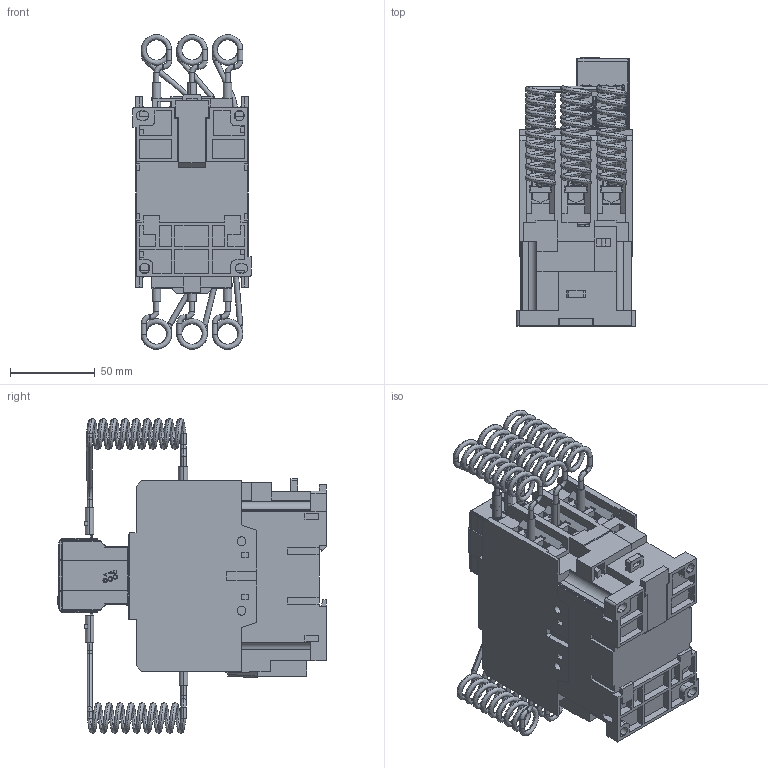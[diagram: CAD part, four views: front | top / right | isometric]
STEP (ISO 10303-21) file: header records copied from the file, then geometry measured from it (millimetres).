
FILE_DESCRIPTION(('Open CASCADE Model'),'2;1');
FILE_NAME('Open CASCADE Shape Model','2020-08-28T10:17:13',('Author'),( 'Open CASCADE'),'Open CASCADE STEP processor 7.3','Open CASCADE 7.3' ,'Unknown');
FILE_SCHEMA(('AUTOMOTIVE_DESIGN { 1 0 10303 214 1 1 1 1 }'));
Length unit declared in the file: millimetre
Products named in the file (59): Open CASCADE STEP translator 7.3 1; Open CASCADE STEP translator 7.3 1.1; Open CASCADE STEP translator 7.3 1.1.1; Open CASCADE STEP translator 7.3 1.1.2; Open CASCADE STEP translator 7.3 1.1.3; Open CASCADE STEP translator 7.3 1.1.4; Open CASCADE STEP translator 7.3 1.1.5; Open CASCADE STEP translator 7.3 1.1.6; Open CASCADE STEP translator 7.3 1.1.7; Open CASCADE STEP translator 7.3 1.1.8; Open CASCADE STEP translator 7.3 1.1.9; Open CASCADE STEP translator 7.3 1.1.10; Open CASCADE STEP translator 7.3 1.1.11; Open CASCADE STEP translator 7.3 1.1.12; Open CASCADE STEP translator 7.3 1.1.13; Open CASCADE STEP translator 7.3 1.1.14; Open CASCADE STEP translator 7.3 1.1.15; Open CASCADE STEP translator 7.3 1.1.16; Open CASCADE STEP translator 7.3 1.1.17; Open CASCADE STEP translator 7.3 1.1.18; Open CASCADE STEP translator 7.3 1.1.19; Open CASCADE STEP translator 7.3 1.1.20; Open CASCADE STEP translator 7.3 1.1.21; Open CASCADE STEP translator 7.3 1.1.22; Open CASCADE STEP translator 7.3 1.1.23; Open CASCADE STEP translator 7.3 1.1.24; Open CASCADE STEP translator 7.3 1.1.25; Open CASCADE STEP translator 7.3 1.1.26; Open CASCADE STEP translator 7.3 1.1.27; Open CASCADE STEP translator 7.3 1.1.28; Open CASCADE STEP translator 7.3 1.1.29; Open CASCADE STEP translator 7.3 1.1.30; Open CASCADE STEP translator 7.3 1.1.31; Open CASCADE STEP translator 7.3 1.1.32; Open CASCADE STEP translator 7.3 1.1.33; Open CASCADE STEP translator 7.3 1.1.34; Open CASCADE STEP translator 7.3 1.1.35; Open CASCADE STEP translator 7.3 1.1.36; Open CASCADE STEP translator 7.3 1.1.37; Open CASCADE STEP translator 7.3 1.1.38 ...
Assembly tree (58 placements, depth 3):
  Open CASCADE STEP translator 7.3 1
    Open CASCADE STEP translator 7.3 1.1
      Open CASCADE STEP translator 7.3 1.1.1
      Open CASCADE STEP translator 7.3 1.1.2
      Open CASCADE STEP translator 7.3 1.1.3
      Open CASCADE STEP translator 7.3 1.1.4
      Open CASCADE STEP translator 7.3 1.1.5
      Open CASCADE STEP translator 7.3 1.1.6
      Open CASCADE STEP translator 7.3 1.1.7
      Open CASCADE STEP translator 7.3 1.1.8
      Open CASCADE STEP translator 7.3 1.1.9
      Open CASCADE STEP translator 7.3 1.1.10
      Open CASCADE STEP translator 7.3 1.1.11
      Open CASCADE STEP translator 7.3 1.1.12
      Open CASCADE STEP translator 7.3 1.1.13
      Open CASCADE STEP translator 7.3 1.1.14
      Open CASCADE STEP translator 7.3 1.1.15
      Open CASCADE STEP translator 7.3 1.1.16
      Open CASCADE STEP translator 7.3 1.1.17
      Open CASCADE STEP translator 7.3 1.1.18
      Open CASCADE STEP translator 7.3 1.1.19
      Open CASCADE STEP translator 7.3 1.1.20
      Open CASCADE STEP translator 7.3 1.1.21
      Open CASCADE STEP translator 7.3 1.1.22
      Open CASCADE STEP translator 7.3 1.1.23
      Open CASCADE STEP translator 7.3 1.1.24
      Open CASCADE STEP translator 7.3 1.1.25
      Open CASCADE STEP translator 7.3 1.1.26
      Open CASCADE STEP translator 7.3 1.1.27
      Open CASCADE STEP translator 7.3 1.1.28
      Open CASCADE STEP translator 7.3 1.1.29
      Open CASCADE STEP translator 7.3 1.1.30
      Open CASCADE STEP translator 7.3 1.1.31
      Open CASCADE STEP translator 7.3 1.1.32
      Open CASCADE STEP translator 7.3 1.1.33
      Open CASCADE STEP translator 7.3 1.1.34
      Open CASCADE STEP translator 7.3 1.1.35
      Open CASCADE STEP translator 7.3 1.1.36
      Open CASCADE STEP translator 7.3 1.1.37
      Open CASCADE STEP translator 7.3 1.1.38
      Open CASCADE STEP translator 7.3 1.1.39
      Open CASCADE STEP translator 7.3 1.1.40
      Open CASCADE STEP translator 7.3 1.1.41
      Open CASCADE STEP translator 7.3 1.1.42
      Open CASCADE STEP translator 7.3 1.1.43
      Open CASCADE STEP translator 7.3 1.1.44
      Open CASCADE STEP translator 7.3 1.1.45
      Open CASCADE STEP translator 7.3 1.1.46
      Open CASCADE STEP translator 7.3 1.1.47
      Open CASCADE STEP translator 7.3 1.1.48
      Open CASCADE STEP translator 7.3 1.1.49
      Open CASCADE STEP translator 7.3 1.1.50
      Open CASCADE STEP translator 7.3 1.1.51
      Open CASCADE STEP translator 7.3 1.1.52
      Open CASCADE STEP translator 7.3 1.1.53
      Open CASCADE STEP translator 7.3 1.1.54
      Open CASCADE STEP translator 7.3 1.1.55
      Open CASCADE STEP translator 7.3 1.1.56
    Open CASCADE STEP translator 7.3 1.2
Bounding box: 69.7 x 158.1 x 185.32 mm (x, y, z)
Volume: 760670.5 mm3; surface area: 156549.5 mm2
Topology: 29 solids, 57 shells, 3962 faces, 10274 edges, 6318 vertices
Faces by surface type: plane 1986, cylinder 1197, bspline 451, sphere 184, torus 83, extrusion 47, cone 14
Entity records: 348905 total; most frequent: CARTESIAN_POINT 158959, DIRECTION 31414, VECTOR 20070, LINE 20023, ORIENTED_EDGE 19795, PCURVE 19795, DEFINITIONAL_REPRESENTATION 19795, EDGE_CURVE 10079
